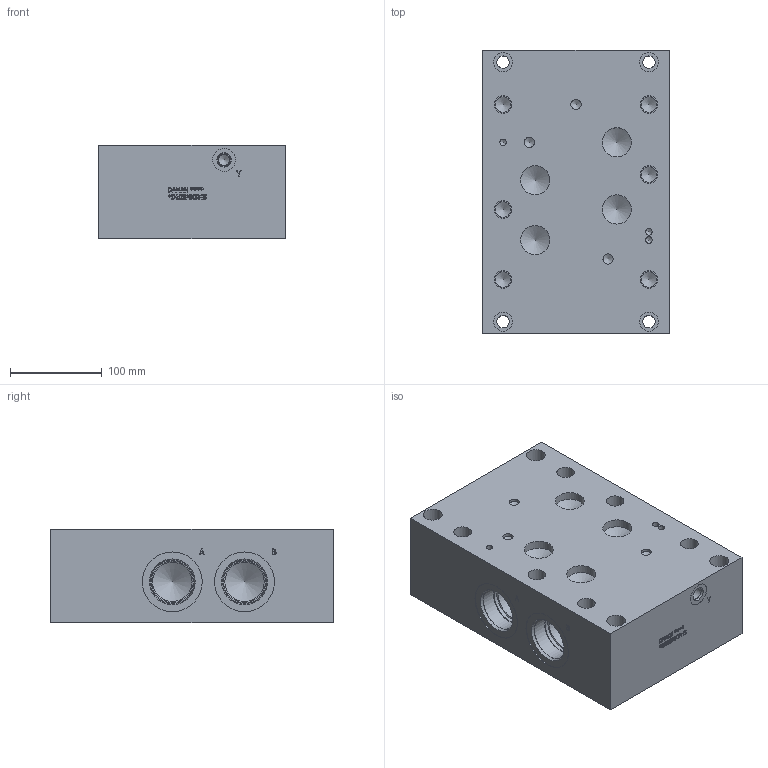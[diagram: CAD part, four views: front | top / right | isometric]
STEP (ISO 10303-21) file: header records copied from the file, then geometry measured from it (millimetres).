
FILE_DESCRIPTION(/* description */ (''),/* implementation_level */ '2;1');
FILE_NAME(/* name */ '_D10SPSO24S.stp',/* time_stamp */ '2022-01-27T14:29:02-05:00',/* author */ ('bobbyh'),/* organization */ (''),/* preprocessor_version */ 'ST-DEVELOPER v18',/* originating_system */ 'Autodesk Inventor 2020',/* authorisation */ '');
FILE_SCHEMA (('AUTOMOTIVE_DESIGN { 1 0 10303 214 3 1 1 }'));
Length unit declared in the file: millimetre
Products named in the file (1): Part__D10SPSO24S_3D
Bounding box: 203.2 x 307.98 x 101.6 mm (x, y, z)
Volume: 5882878.2 mm3; surface area: 292701.6 mm2
Topology: 1 solids, 1 shells, 580 faces, 1590 edges, 1076 vertices
Faces by surface type: plane 331, bspline 140, cylinder 65, cone 44
Full cylindrical faces by diameter (mm): 7.137 x3, 11.1 x3, 12.294 x3, 12.9 x2, 12.903 x1, 13.487 x4, 14.275 x3, 14.529 x3, 16.662 x6, 19.05 x6, 20.625 x4, 25.019 x3, 31.75 x4, 42.875 x4, 45.568 x4, 47.625 x4, 48.057 x4, 65.126 x4
Entity records: 19514 total; most frequent: CARTESIAN_POINT 5044, ORIENTED_EDGE 3134, DIRECTION 2412, EDGE_CURVE 1567, VERTEX_POINT 1076, LINE 1044, VECTOR 1044, AXIS2_PLACEMENT_3D 684
